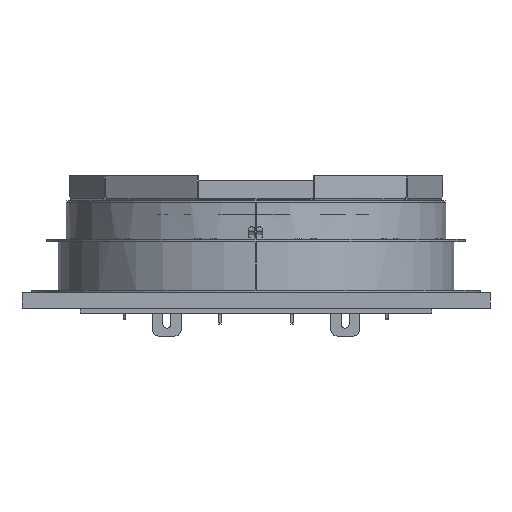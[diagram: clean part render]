
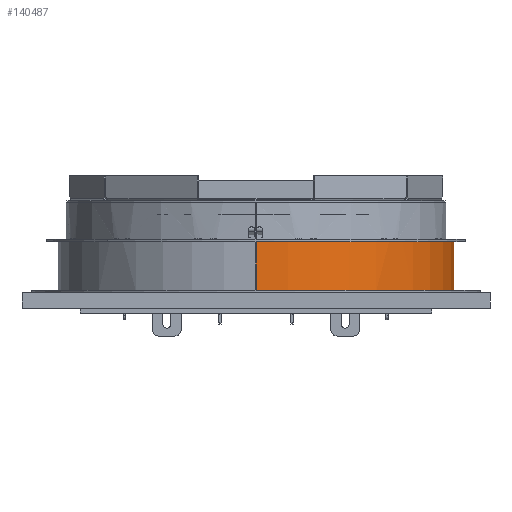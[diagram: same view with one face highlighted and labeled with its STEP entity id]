
A CAD part, front view. The second image highlights one B-rep face of the part: STEP entity #140487.
In plain terms, the highlighted cylindrical face has radius 158.5 mm (diameter 317 mm), a partial arc.
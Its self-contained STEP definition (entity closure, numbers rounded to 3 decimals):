
#1105 = CARTESIAN_POINT ( 'NONE',  ( 96.64, -125.747, -53.1 ) ) ;
#2710 = CARTESIAN_POINT ( 'NONE',  ( 158.651, 0.051, -43.1 ) ) ;
#4873 = VERTEX_POINT ( 'NONE', #44140 ) ;
#5721 = EDGE_CURVE ( 'NONE', #59333, #172740, #147547, .T. ) ;
#11631 = CARTESIAN_POINT ( 'NONE',  ( 125.898, -96.489, -43.1 ) ) ;
#14847 = CARTESIAN_POINT ( 'NONE',  ( 96.64, -125.747, -4.4 ) ) ;
#16204 = CARTESIAN_POINT ( 'NONE',  ( 0.151, 0., -43.1 ) ) ;
#18656 = ORIENTED_EDGE ( 'NONE', *, *, #53760, .F. ) ;
#18843 = DIRECTION ( 'NONE',  ( 0., 0., -1. ) ) ;
#21150 = EDGE_CURVE ( 'NONE', #177435, #59333, #147326, .T. ) ;
#21408 = VERTEX_POINT ( 'NONE', #183274 ) ;
#22836 = CARTESIAN_POINT ( 'NONE',  ( 96.64, -125.747, 481.411 ) ) ;
#23518 = DIRECTION ( 'NONE',  ( 0., 0., -1. ) ) ;
#26618 = CARTESIAN_POINT ( 'NONE',  ( 125.898, -96.489, -4.4 ) ) ;
#27541 = CARTESIAN_POINT ( 'NONE',  ( 0.202, -158.5, -4.4 ) ) ;
#28229 = CARTESIAN_POINT ( 'NONE',  ( 0.151, 0., -2.6 ) ) ;
#29143 = DIRECTION ( 'NONE',  ( 0., 0., 1. ) ) ;
#29246 = DIRECTION ( 'NONE',  ( 0., 0., 1. ) ) ;
#30067 = CARTESIAN_POINT ( 'NONE',  ( 0.202, -158.5, -43.1 ) ) ;
#31675 = ORIENTED_EDGE ( 'NONE', *, *, #152841, .F. ) ;
#33130 = DIRECTION ( 'NONE',  ( 0., 0., -1. ) ) ;
#33479 = DIRECTION ( 'NONE',  ( 0., 0., -1. ) ) ;
#38937 = DIRECTION ( 'NONE',  ( 0., 0., 1. ) ) ;
#44040 = AXIS2_PLACEMENT_3D ( 'NONE', #16204, #113933, #172783 ) ;
#44140 = CARTESIAN_POINT ( 'NONE',  ( 96.64, -125.747, -2.6 ) ) ;
#45616 = LINE ( 'NONE', #147064, #71110 ) ;
#47101 = ORIENTED_EDGE ( 'NONE', *, *, #88717, .F. ) ;
#48853 = EDGE_CURVE ( 'NONE', #172740, #149565, #135542, .T. ) ;
#51153 = VERTEX_POINT ( 'NONE', #30067 ) ;
#52131 = DIRECTION ( 'NONE',  ( 1., 0., 0. ) ) ;
#53760 = EDGE_CURVE ( 'NONE', #149565, #126961, #75660, .T. ) ;
#54825 = LINE ( 'NONE', #69034, #180373 ) ;
#59333 = VERTEX_POINT ( 'NONE', #26618 ) ;
#61561 = CARTESIAN_POINT ( 'NONE',  ( 0.151, 0., 481.411 ) ) ;
#62541 = VECTOR ( 'NONE', #33130, 1000. ) ;
#69034 = CARTESIAN_POINT ( 'NONE',  ( 125.898, -96.489, 481.411 ) ) ;
#71110 = VECTOR ( 'NONE', #103444, 1000. ) ;
#71494 = VERTEX_POINT ( 'NONE', #164454 ) ;
#71822 = ORIENTED_EDGE ( 'NONE', *, *, #5721, .F. ) ;
#72999 = CYLINDRICAL_SURFACE ( 'NONE', #146875, 158.5 ) ;
#75660 = CIRCLE ( 'NONE', #145223, 158.5 ) ;
#78728 = CARTESIAN_POINT ( 'NONE',  ( 0.151, 0., -43.1 ) ) ;
#84750 = CIRCLE ( 'NONE', #172646, 158.5 ) ;
#86181 = LINE ( 'NONE', #131640, #144172 ) ;
#88717 = EDGE_CURVE ( 'NONE', #174302, #149850, #84750, .T. ) ;
#89654 = ORIENTED_EDGE ( 'NONE', *, *, #162427, .F. ) ;
#91578 = VECTOR ( 'NONE', #168898, 1000. ) ;
#92017 = DIRECTION ( 'NONE',  ( 1., 0., 0. ) ) ;
#96778 = DIRECTION ( 'NONE',  ( 1., 0., 0. ) ) ;
#97654 = CIRCLE ( 'NONE', #164268, 158.5 ) ;
#100886 = CARTESIAN_POINT ( 'NONE',  ( 125.898, -96.489, -2.6 ) ) ;
#103444 = DIRECTION ( 'NONE',  ( 0., 0., -1. ) ) ;
#104625 = EDGE_CURVE ( 'NONE', #71494, #139974, #165548, .T. ) ;
#107077 = CARTESIAN_POINT ( 'NONE',  ( 158.651, 0.051, 481.411 ) ) ;
#112132 = DIRECTION ( 'NONE',  ( 0., 0., -1. ) ) ;
#112770 = CARTESIAN_POINT ( 'NONE',  ( 0.151, 0., -4.4 ) ) ;
#113933 = DIRECTION ( 'NONE',  ( 0., 0., -1. ) ) ;
#117449 = EDGE_CURVE ( 'NONE', #174302, #51153, #45616, .T. ) ;
#118446 = FACE_OUTER_BOUND ( 'NONE', #127260, .T. ) ;
#119365 = DIRECTION ( 'NONE',  ( 1., 0., 0. ) ) ;
#119538 = DIRECTION ( 'NONE',  ( 0., 0., -1. ) ) ;
#120675 = ORIENTED_EDGE ( 'NONE', *, *, #104625, .F. ) ;
#126132 = AXIS2_PLACEMENT_3D ( 'NONE', #185198, #112132, #153877 ) ;
#126961 = VERTEX_POINT ( 'NONE', #11631 ) ;
#127260 = EDGE_LOOP ( 'NONE', ( #128359, #71822, #183084, #168933, #167128, #47101, #130022, #89654, #171803, #120675, #31675, #18656 ) ) ;
#128359 = ORIENTED_EDGE ( 'NONE', *, *, #48853, .F. ) ;
#130022 = ORIENTED_EDGE ( 'NONE', *, *, #117449, .T. ) ;
#131640 = CARTESIAN_POINT ( 'NONE',  ( 96.64, -125.747, 481.411 ) ) ;
#132360 = EDGE_CURVE ( 'NONE', #149850, #4873, #86181, .T. ) ;
#132371 = AXIS2_PLACEMENT_3D ( 'NONE', #112770, #182059, #52131 ) ;
#135542 = LINE ( 'NONE', #107077, #62541 ) ;
#139974 = VERTEX_POINT ( 'NONE', #1105 ) ;
#140487 = ADVANCED_FACE ( 'NONE', ( #118446 ), #72999, .T. ) ;
#144172 = VECTOR ( 'NONE', #29246, 1000. ) ;
#145223 = AXIS2_PLACEMENT_3D ( 'NONE', #78728, #119538, #92017 ) ;
#146875 = AXIS2_PLACEMENT_3D ( 'NONE', #61561, #18843, #119365 ) ;
#147064 = CARTESIAN_POINT ( 'NONE',  ( 0.202, -158.5, -4.4 ) ) ;
#147326 = LINE ( 'NONE', #163418, #186162 ) ;
#147547 = CIRCLE ( 'NONE', #132371, 158.5 ) ;
#149565 = VERTEX_POINT ( 'NONE', #2710 ) ;
#149850 = VERTEX_POINT ( 'NONE', #14847 ) ;
#152770 = LINE ( 'NONE', #22836, #91578 ) ;
#152841 = EDGE_CURVE ( 'NONE', #126961, #71494, #54825, .T. ) ;
#152968 = CARTESIAN_POINT ( 'NONE',  ( 158.651, 0.051, -4.4 ) ) ;
#153877 = DIRECTION ( 'NONE',  ( 1., 0., 0. ) ) ;
#158165 = DIRECTION ( 'NONE',  ( 1., 0., 0. ) ) ;
#158817 = EDGE_CURVE ( 'NONE', #139974, #21408, #152770, .T. ) ;
#162427 = EDGE_CURVE ( 'NONE', #21408, #51153, #174326, .T. ) ;
#163418 = CARTESIAN_POINT ( 'NONE',  ( 125.898, -96.489, 481.411 ) ) ;
#164268 = AXIS2_PLACEMENT_3D ( 'NONE', #28229, #29143, #158165 ) ;
#164454 = CARTESIAN_POINT ( 'NONE',  ( 125.898, -96.489, -53.1 ) ) ;
#165548 = CIRCLE ( 'NONE', #126132, 158.5 ) ;
#167128 = ORIENTED_EDGE ( 'NONE', *, *, #132360, .F. ) ;
#168874 = CARTESIAN_POINT ( 'NONE',  ( 0.151, 0., -4.4 ) ) ;
#168898 = DIRECTION ( 'NONE',  ( 0., 0., 1. ) ) ;
#168933 = ORIENTED_EDGE ( 'NONE', *, *, #169967, .F. ) ;
#169967 = EDGE_CURVE ( 'NONE', #4873, #177435, #97654, .T. ) ;
#171803 = ORIENTED_EDGE ( 'NONE', *, *, #158817, .F. ) ;
#172646 = AXIS2_PLACEMENT_3D ( 'NONE', #168874, #38937, #96778 ) ;
#172740 = VERTEX_POINT ( 'NONE', #152968 ) ;
#172783 = DIRECTION ( 'NONE',  ( 1., 0., 0. ) ) ;
#174302 = VERTEX_POINT ( 'NONE', #27541 ) ;
#174326 = CIRCLE ( 'NONE', #44040, 158.5 ) ;
#177435 = VERTEX_POINT ( 'NONE', #100886 ) ;
#180373 = VECTOR ( 'NONE', #23518, 1000. ) ;
#182059 = DIRECTION ( 'NONE',  ( 0., 0., 1. ) ) ;
#183084 = ORIENTED_EDGE ( 'NONE', *, *, #21150, .F. ) ;
#183274 = CARTESIAN_POINT ( 'NONE',  ( 96.64, -125.747, -43.1 ) ) ;
#185198 = CARTESIAN_POINT ( 'NONE',  ( 0.151, 0., -53.1 ) ) ;
#186162 = VECTOR ( 'NONE', #33479, 1000. ) ;
